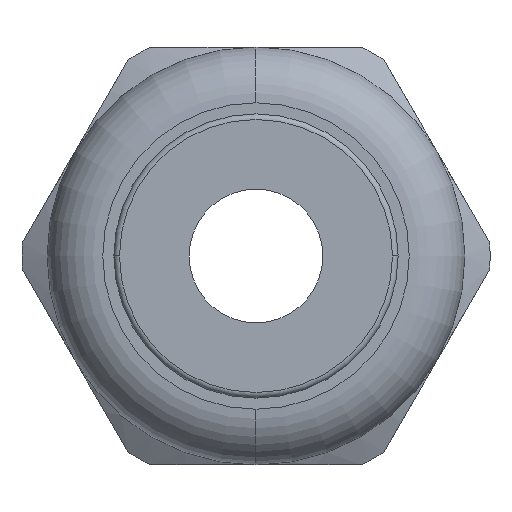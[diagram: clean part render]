
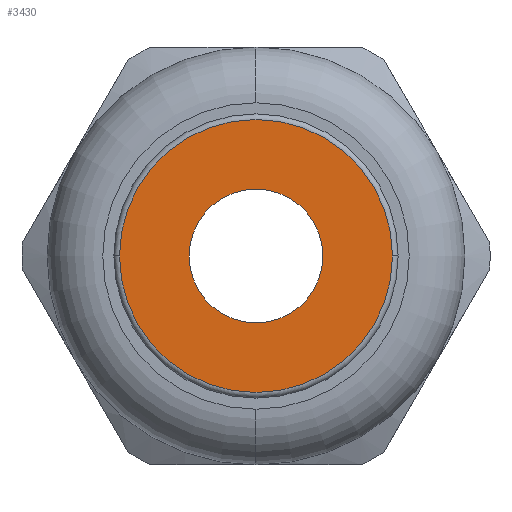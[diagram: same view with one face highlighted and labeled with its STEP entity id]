
A CAD part, left-side view. The second image highlights one B-rep face of the part: STEP entity #3430.
In plain terms, the highlighted planar face has unit normal (-1, 0, 0).
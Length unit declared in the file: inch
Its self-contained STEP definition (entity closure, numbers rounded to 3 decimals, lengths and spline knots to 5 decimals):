
#420 = AXIS2_PLACEMENT_3D ( 'NONE', #421, #443, #438 ) ;
#421 = CARTESIAN_POINT ( 'NONE',  ( -0.85, 0., 0. ) ) ;
#438 = DIRECTION ( 'NONE',  ( 0., -1., 0. ) ) ;
#441 = CIRCLE ( 'NONE', #420, 0.245 ) ;
#443 = DIRECTION ( 'NONE',  ( -1., 0., 0. ) ) ;
#1442 = CARTESIAN_POINT ( 'NONE',  ( -0.85, -0.12, 0. ) ) ;
#1443 = DIRECTION ( 'NONE',  ( 0., 1., 0. ) ) ;
#1444 = DIRECTION ( 'NONE',  ( 1., 0., 0. ) ) ;
#1445 = CARTESIAN_POINT ( 'NONE',  ( -0.85, 0., 0. ) ) ;
#1446 = AXIS2_PLACEMENT_3D ( 'NONE', #1445, #1444, #1443 ) ;
#1447 = CIRCLE ( 'NONE', #1446, 0.12 ) ;
#1479 = CARTESIAN_POINT ( 'NONE',  ( -0.85, 0.12, 0. ) ) ;
#1539 = DIRECTION ( 'NONE',  ( 0., 1., 0. ) ) ;
#1540 = DIRECTION ( 'NONE',  ( 1., 0., 0. ) ) ;
#1541 = AXIS2_PLACEMENT_3D ( 'NONE', #1545, #1540, #1539 ) ;
#1542 = CIRCLE ( 'NONE', #1541, 0.12 ) ;
#1545 = CARTESIAN_POINT ( 'NONE',  ( -0.85, 0., 0. ) ) ;
#1550 = DIRECTION ( 'NONE',  ( 0., -1., 0. ) ) ;
#1552 = DIRECTION ( 'NONE',  ( -1., 0., 0. ) ) ;
#1553 = CARTESIAN_POINT ( 'NONE',  ( -0.85, 0.255, 0. ) ) ;
#1556 = AXIS2_PLACEMENT_3D ( 'NONE', #1553, #1552, #1550 ) ;
#1557 = PLANE ( 'NONE',  #1556 ) ;
#1558 = FACE_BOUND ( 'NONE', #3447, .T. ) ;
#1562 = FACE_OUTER_BOUND ( 'NONE', #3443, .T. ) ;
#2000 = CARTESIAN_POINT ( 'NONE',  ( -0.85, -0.245, 0. ) ) ;
#2001 = DIRECTION ( 'NONE',  ( 0., -1., 0. ) ) ;
#2002 = DIRECTION ( 'NONE',  ( -1., 0., 0. ) ) ;
#2003 = CARTESIAN_POINT ( 'NONE',  ( -0.85, 0., 0. ) ) ;
#2004 = AXIS2_PLACEMENT_3D ( 'NONE', #2003, #2002, #2001 ) ;
#2005 = CIRCLE ( 'NONE', #2004, 0.245 ) ;
#2012 = CARTESIAN_POINT ( 'NONE',  ( -0.85, 0.245, 0. ) ) ;
#3399 = EDGE_CURVE ( 'NONE', #3400, #3414, #1447, .T. ) ;
#3400 = VERTEX_POINT ( 'NONE', #1442 ) ;
#3414 = VERTEX_POINT ( 'NONE', #1479 ) ;
#3430 = ADVANCED_FACE ( 'NONE', ( #1562, #1558 ), #1557, .T. ) ;
#3436 = EDGE_CURVE ( 'NONE', #3414, #3400, #1542, .T. ) ;
#3440 = ORIENTED_EDGE ( 'NONE', *, *, #3436, .T. ) ;
#3441 = ORIENTED_EDGE ( 'NONE', *, *, #3677, .T. ) ;
#3443 = EDGE_LOOP ( 'NONE', ( #3441, #3446 ) ) ;
#3444 = EDGE_CURVE ( 'NONE', #3674, #3681, #441, .T. ) ;
#3446 = ORIENTED_EDGE ( 'NONE', *, *, #3444, .T. ) ;
#3447 = EDGE_LOOP ( 'NONE', ( #3440, #3456 ) ) ;
#3456 = ORIENTED_EDGE ( 'NONE', *, *, #3399, .T. ) ;
#3674 = VERTEX_POINT ( 'NONE', #2012 ) ;
#3677 = EDGE_CURVE ( 'NONE', #3681, #3674, #2005, .T. ) ;
#3681 = VERTEX_POINT ( 'NONE', #2000 ) ;
